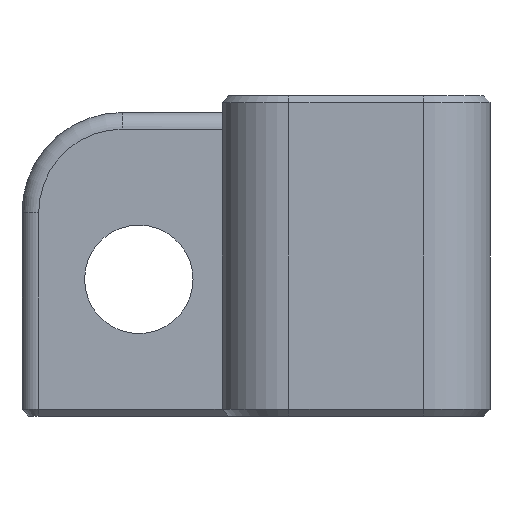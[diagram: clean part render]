
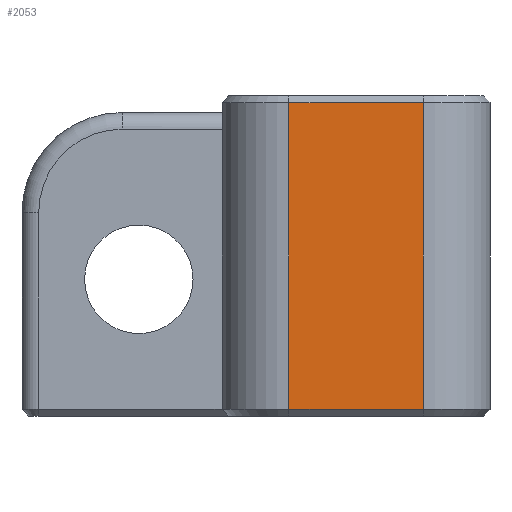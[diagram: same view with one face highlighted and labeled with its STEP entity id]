
A CAD part, front view. The second image highlights one B-rep face of the part: STEP entity #2053.
In plain terms, the highlighted planar face has unit normal (0, -1, 0).
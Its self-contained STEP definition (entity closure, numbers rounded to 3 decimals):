
#339=FACE_OUTER_BOUND('',#475,.T.);
#475=EDGE_LOOP('',(#1861,#1862,#1863,#1864));
#525=LINE('',#3016,#701);
#619=LINE('',#3370,#795);
#634=LINE('',#3540,#810);
#656=LINE('',#3716,#832);
#701=VECTOR('',#2400,10.);
#795=VECTOR('',#2706,10.);
#810=VECTOR('',#2739,10.);
#832=VECTOR('',#2863,10.);
#887=VERTEX_POINT('',#3010);
#888=VERTEX_POINT('',#3014);
#983=VERTEX_POINT('',#3364);
#984=VERTEX_POINT('',#3368);
#1072=EDGE_CURVE('',#888,#887,#525,.T.);
#1225=EDGE_CURVE('',#984,#983,#619,.T.);
#1248=EDGE_CURVE('',#887,#984,#634,.T.);
#1294=EDGE_CURVE('',#983,#888,#656,.T.);
#1861=ORIENTED_EDGE('',*,*,#1072,.F.);
#1862=ORIENTED_EDGE('',*,*,#1294,.F.);
#1863=ORIENTED_EDGE('',*,*,#1225,.F.);
#1864=ORIENTED_EDGE('',*,*,#1248,.F.);
#1928=PLANE('',#2268);
#2053=ADVANCED_FACE('',(#339),#1928,.T.);
#2268=AXIS2_PLACEMENT_3D('',#3717,#2864,#2865);
#2400=DIRECTION('',(-1.,0.,0.));
#2706=DIRECTION('',(1.,0.,0.));
#2739=DIRECTION('',(0.,0.,1.));
#2863=DIRECTION('',(0.,0.,-1.));
#2864=DIRECTION('center_axis',(0.,-1.,0.));
#2865=DIRECTION('ref_axis',(1.,0.,0.));
#3010=CARTESIAN_POINT('',(-3.85,-28.714,89.904));
#3014=CARTESIAN_POINT('',(4.2,-28.714,89.904));
#3016=CARTESIAN_POINT('',(-3.838,-28.714,89.904));
#3364=CARTESIAN_POINT('',(4.2,-28.714,108.304));
#3368=CARTESIAN_POINT('',(-3.85,-28.714,108.304));
#3370=CARTESIAN_POINT('',(-3.838,-28.714,108.304));
#3540=CARTESIAN_POINT('',(-3.85,-28.714,89.504));
#3716=CARTESIAN_POINT('',(4.2,-28.714,89.504));
#3717=CARTESIAN_POINT('Origin',(-7.85,-28.714,89.504));
